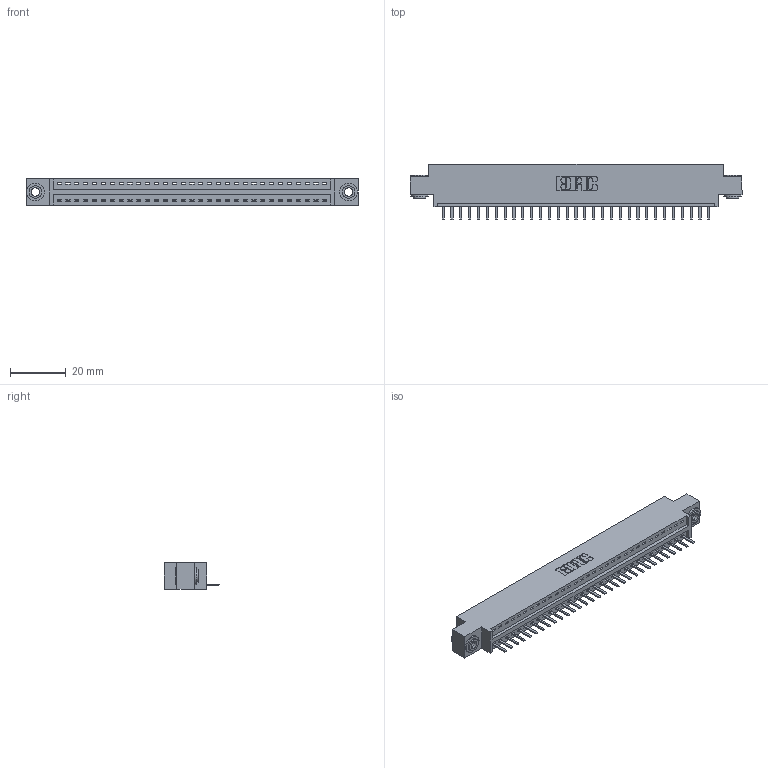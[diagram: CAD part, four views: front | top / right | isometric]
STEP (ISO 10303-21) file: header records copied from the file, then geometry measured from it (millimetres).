
FILE_DESCRIPTION (( 'STEP AP203' ), '1' );
FILE_NAME ('346-031-520-603.STEP', '2018-08-22T06:41:32', ( '' ), ( '' ), 'SwSTEP 2.0', 'SolidWorks 2016', '' );
FILE_SCHEMA (( 'CONFIG_CONTROL_DESIGN' ));
Length unit declared in the file: inch
Products named in the file (4): 346 Part_0.170 Offset - 0.156 Dia-TH; 345-292-001_345-293-120; 345-250-002_345-250-002-102; 346-031-520-603
Assembly tree (34 placements, depth 2):
  346-031-520-603
    346 Part_0.170 Offset - 0.156 Dia-TH
    345-292-001_345-293-120  x31
    345-250-002_345-250-002-102  x2
Bounding box: 119 x 20.02 x 9.4 mm (x, y, z)
Volume: 11090.7 mm3; surface area: 13825 mm2
Topology: 34 solids, 34 shells, 2086 faces, 6121 edges, 3994 vertices
Faces by surface type: plane 1392, cylinder 686, cone 8
Entity records: 21616 total; most frequent: CARTESIAN_POINT 3700, ORIENTED_EDGE 3646, DIRECTION 3295, EDGE_CURVE 1823, LINE 1539, VECTOR 1539, VERTEX_POINT 1210, AXIS2_PLACEMENT_3D 878
